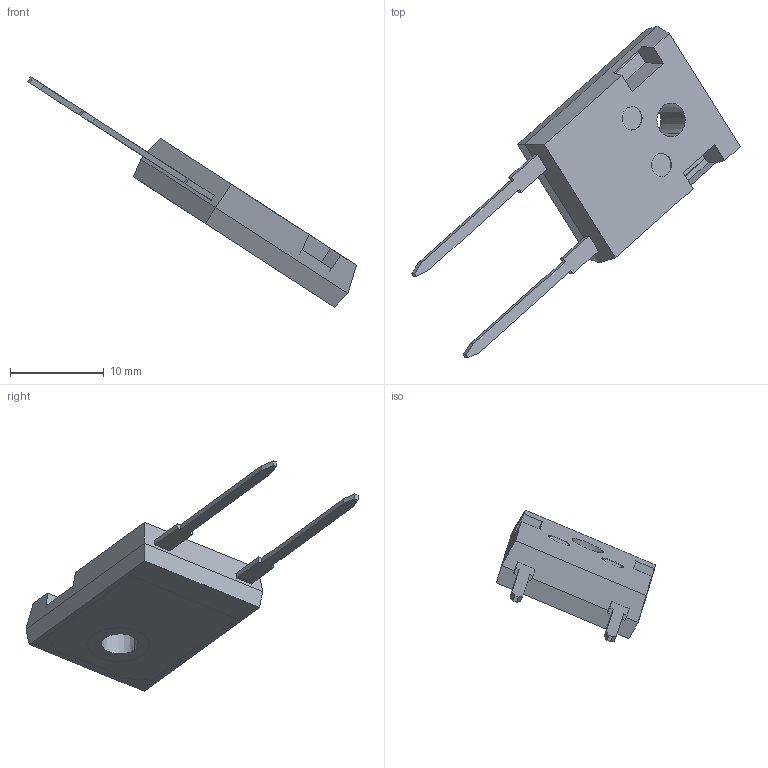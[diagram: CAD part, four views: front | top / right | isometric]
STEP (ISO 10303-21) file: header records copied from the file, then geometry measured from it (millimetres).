
FILE_DESCRIPTION (( 'STEP AP203' ), '1' );
FILE_NAME ('TO247-2L.STEP', '2025-09-16T10:44:03', ( '' ), ( '' ), 'SwSTEP 2.0', 'SolidWorks 2020', '' );
FILE_SCHEMA (( 'CONFIG_CONTROL_DESIGN' ));
Length unit declared in the file: millimetre
Products named in the file (7): lead-R_默_; chip_默_; pad LF_默_; Al wire 15mil_默_; body_默_; solder-2_默_; TO247-2L
Assembly tree (7 placements, depth 2):
  TO247-2L
    pad LF_默_
    lead-R_默_
    chip_默_
    solder-2_默_
    body_默_
    Al wire 15mil_默_  x2
Bounding box: 35.04 x 35.39 x 24.57 mm (x, y, z)
Volume: 1506.7 mm3; surface area: 2148 mm2
Topology: 7 solids, 7 shells, 288 faces, 780 edges, 508 vertices
Faces by surface type: plane 182, cylinder 72, torus 32, cone 2
Entity records: 8868 total; most frequent: CARTESIAN_POINT 1426, ORIENTED_EDGE 1402, DIRECTION 1391, EDGE_CURVE 701, LINE 545, VECTOR 545, VERTEX_POINT 458, AXIS2_PLACEMENT_3D 423
